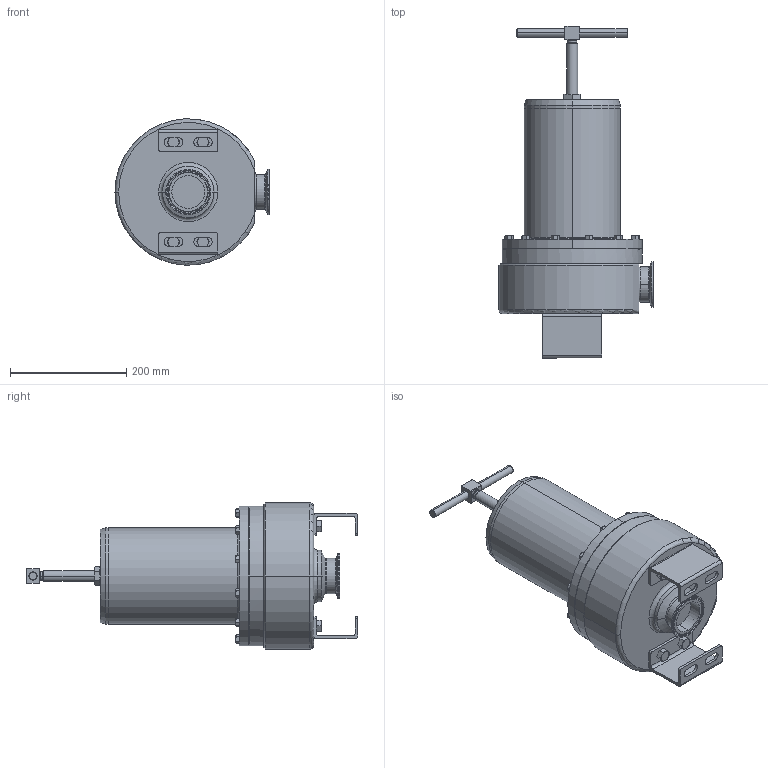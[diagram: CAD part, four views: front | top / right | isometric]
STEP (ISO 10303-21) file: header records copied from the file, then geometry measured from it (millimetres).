
FILE_DESCRIPTION (( 'STEP AP203' ), '1' );
FILE_NAME ('96S-50.STEP', '2017-06-07T11:20:25', ( '' ), ( '' ), 'SwSTEP 2.0', 'SolidWorks 2014', '' );
FILE_SCHEMA (( 'CONFIG_CONTROL_DESIGN' ));
Length unit declared in the file: inch
Products named in the file (2): 96S-50
Bounding box: 264.88 x 570.74 x 251.73 mm (x, y, z)
Volume: 11618209.8 mm3; surface area: 451659.4 mm2
Topology: 1 solids, 1 shells, 434 faces, 1020 edges, 624 vertices
Faces by surface type: plane 173, cone 135, cylinder 96, torus 30
Entity records: 13419 total; most frequent: CARTESIAN_POINT 3400, DIRECTION 2052, ORIENTED_EDGE 2040, EDGE_CURVE 1020, AXIS2_PLACEMENT_3D 818, VERTEX_POINT 624, EDGE_LOOP 502, FACE_OUTER_BOUND 434
